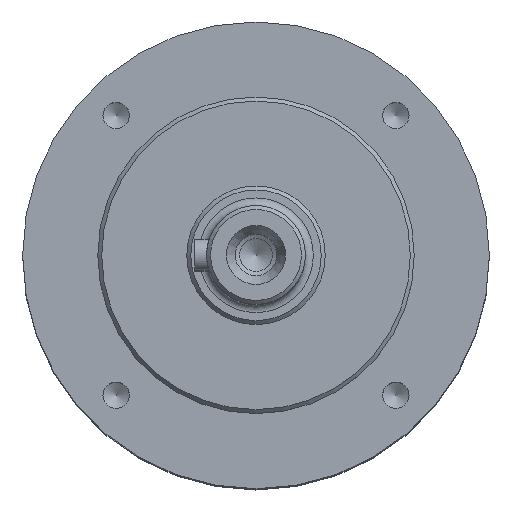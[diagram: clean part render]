
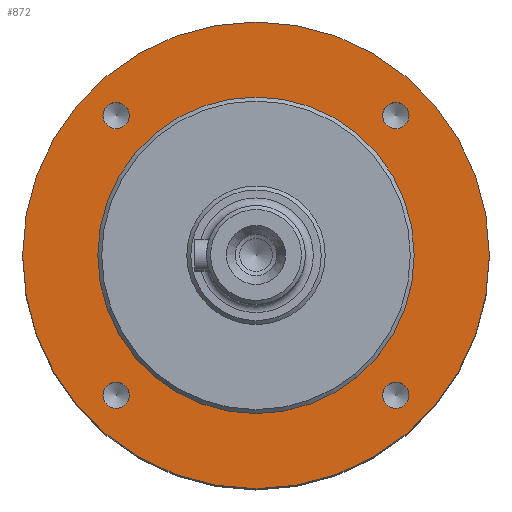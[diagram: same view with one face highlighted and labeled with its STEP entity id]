
A CAD part, top view. The second image highlights one B-rep face of the part: STEP entity #872.
In plain terms, the highlighted planar face has unit normal (0, 0, 1).
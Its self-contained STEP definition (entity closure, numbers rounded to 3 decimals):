
#707=CARTESIAN_POINT('',(38.679,-35.355,0.0));
#708=VERTEX_POINT('',#707);
#709=CARTESIAN_POINT('',(35.355,-35.355,0.0));
#710=DIRECTION('',(0.0,0.0,-1.0));
#711=DIRECTION('',(1.0,0.0,0.0));
#712=AXIS2_PLACEMENT_3D('',#709,#710,#711);
#713=CIRCLE('',#712,3.324);
#714=EDGE_CURVE('',#708,#708,#713,.T.);
#744=CARTESIAN_POINT('',(-32.032,-35.355,0.0));
#745=VERTEX_POINT('',#744);
#746=CARTESIAN_POINT('',(-35.355,-35.355,0.0));
#747=DIRECTION('',(0.0,0.0,-1.0));
#748=DIRECTION('',(1.0,0.0,0.0));
#749=AXIS2_PLACEMENT_3D('',#746,#747,#748);
#750=CIRCLE('',#749,3.324);
#751=EDGE_CURVE('',#745,#745,#750,.T.);
#781=CARTESIAN_POINT('',(-32.032,35.355,0.0));
#782=VERTEX_POINT('',#781);
#783=CARTESIAN_POINT('',(-35.355,35.355,0.0));
#784=DIRECTION('',(0.0,0.0,-1.0));
#785=DIRECTION('',(1.0,0.0,0.0));
#786=AXIS2_PLACEMENT_3D('',#783,#784,#785);
#787=CIRCLE('',#786,3.324);
#788=EDGE_CURVE('',#782,#782,#787,.T.);
#818=CARTESIAN_POINT('',(38.679,35.355,0.0));
#819=VERTEX_POINT('',#818);
#820=CARTESIAN_POINT('',(35.355,35.355,0.0));
#821=DIRECTION('',(0.0,0.0,-1.0));
#822=DIRECTION('',(1.0,0.0,0.0));
#823=AXIS2_PLACEMENT_3D('',#820,#821,#822);
#824=CIRCLE('',#823,3.324);
#825=EDGE_CURVE('',#819,#819,#824,.T.);
#833=CARTESIAN_POINT('',(0.0,0.0,0.0));
#834=DIRECTION('',(0.0,0.0,1.0));
#835=DIRECTION('',(1.0,0.0,0.0));
#836=AXIS2_PLACEMENT_3D('',#833,#834,#835);
#837=PLANE('',#836);
#838=CARTESIAN_POINT('',(-59.0,0.,0.0));
#839=VERTEX_POINT('',#838);
#840=CARTESIAN_POINT('',(0.0,0.0,0.0));
#841=DIRECTION('',(0.0,0.0,1.0));
#842=DIRECTION('',(1.0,0.0,0.0));
#843=AXIS2_PLACEMENT_3D('',#840,#841,#842);
#844=CIRCLE('',#843,59.0);
#845=EDGE_CURVE('',#839,#839,#844,.T.);
#846=ORIENTED_EDGE('',*,*,#845,.T.);
#847=EDGE_LOOP('',(#846));
#848=FACE_OUTER_BOUND('',#847,.T.);
#849=ORIENTED_EDGE('',*,*,#714,.T.);
#850=EDGE_LOOP('',(#849));
#851=FACE_BOUND('',#850,.T.);
#852=ORIENTED_EDGE('',*,*,#751,.T.);
#853=EDGE_LOOP('',(#852));
#854=FACE_BOUND('',#853,.T.);
#855=ORIENTED_EDGE('',*,*,#788,.T.);
#856=EDGE_LOOP('',(#855));
#857=FACE_BOUND('',#856,.T.);
#858=ORIENTED_EDGE('',*,*,#825,.T.);
#859=EDGE_LOOP('',(#858));
#860=FACE_BOUND('',#859,.T.);
#861=CARTESIAN_POINT('',(40.0,0.,0.0));
#862=VERTEX_POINT('',#861);
#863=CARTESIAN_POINT('',(0.0,0.0,0.0));
#864=DIRECTION('',(0.0,0.0,-1.0));
#865=DIRECTION('',(-1.0,0.0,0.0));
#866=AXIS2_PLACEMENT_3D('',#863,#864,#865);
#867=CIRCLE('',#866,40.0);
#868=EDGE_CURVE('',#862,#862,#867,.T.);
#869=ORIENTED_EDGE('',*,*,#868,.T.);
#870=EDGE_LOOP('',(#869));
#871=FACE_BOUND('',#870,.T.);
#872=ADVANCED_FACE('',(#848,#851,#854,#857,#860,#871),#837,.T.);
